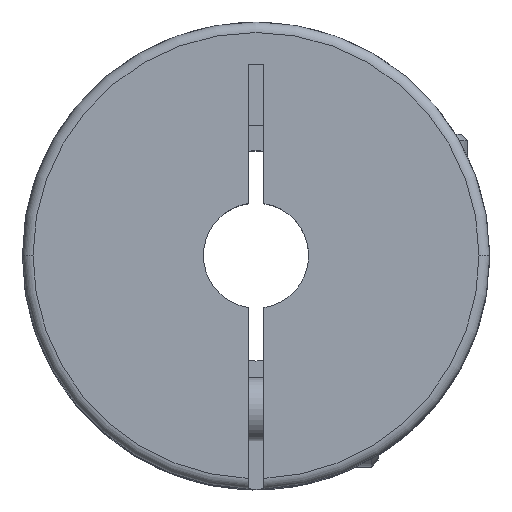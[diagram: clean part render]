
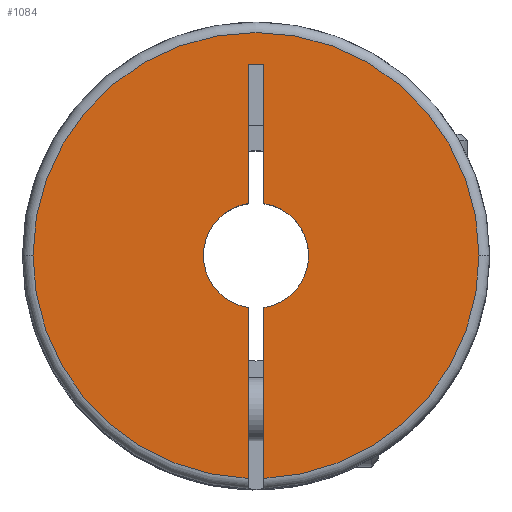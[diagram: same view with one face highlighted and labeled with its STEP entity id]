
A CAD part, top view. The second image highlights one B-rep face of the part: STEP entity #1084.
In plain terms, the highlighted planar face has unit normal (0, 0, 1).
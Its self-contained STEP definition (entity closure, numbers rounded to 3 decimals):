
#33 = CIRCLE ( 'NONE', #3148, 10.6 ) ;
#177 = DIRECTION ( 'NONE',  ( -1., 0., 0. ) ) ;
#178 = VERTEX_POINT ( 'NONE', #1761 ) ;
#214 = CARTESIAN_POINT ( 'NONE',  ( 0., 0., 0. ) ) ;
#229 = VERTEX_POINT ( 'NONE', #3079 ) ;
#255 = ORIENTED_EDGE ( 'NONE', *, *, #932, .F. ) ;
#307 = DIRECTION ( 'NONE',  ( 0., 0., -1. ) ) ;
#322 = CARTESIAN_POINT ( 'NONE',  ( 0., 0., 0. ) ) ;
#344 = DIRECTION ( 'NONE',  ( -1., 0., 0. ) ) ;
#414 = CIRCLE ( 'NONE', #1236, 10.6 ) ;
#439 = CIRCLE ( 'NONE', #3181, 2.5 ) ;
#450 = VERTEX_POINT ( 'NONE', #781 ) ;
#540 = DIRECTION ( 'NONE',  ( 0., 1., 0. ) ) ;
#543 = VERTEX_POINT ( 'NONE', #1534 ) ;
#626 = EDGE_CURVE ( 'NONE', #178, #1879, #2435, .T. ) ;
#683 = DIRECTION ( 'NONE',  ( -1., 0., 0. ) ) ;
#703 = CARTESIAN_POINT ( 'NONE',  ( 0.375, 9.1, 0. ) ) ;
#744 = EDGE_CURVE ( 'NONE', #450, #543, #3075, .T. ) ;
#747 = DIRECTION ( 'NONE',  ( 0., 0., -1. ) ) ;
#753 = DIRECTION ( 'NONE',  ( 0., 0., -1. ) ) ;
#770 = ORIENTED_EDGE ( 'NONE', *, *, #776, .T. ) ;
#776 = EDGE_CURVE ( 'NONE', #229, #1789, #439, .T. ) ;
#781 = CARTESIAN_POINT ( 'NONE',  ( -0.375, -2.472, 0. ) ) ;
#829 = AXIS2_PLACEMENT_3D ( 'NONE', #1336, #753, #177 ) ;
#831 = DIRECTION ( 'NONE',  ( 0., 0., -1. ) ) ;
#877 = CARTESIAN_POINT ( 'NONE',  ( 0.375, -2.472, 0. ) ) ;
#886 = VERTEX_POINT ( 'NONE', #1283 ) ;
#932 = EDGE_CURVE ( 'NONE', #886, #1789, #1865, .T. ) ;
#1048 = CARTESIAN_POINT ( 'NONE',  ( 0.375, -11.1, 0. ) ) ;
#1084 = ADVANCED_FACE ( 'NONE', ( #1086 ), #3468, .F. ) ;
#1086 = FACE_OUTER_BOUND ( 'NONE', #1814, .T. ) ;
#1097 = ORIENTED_EDGE ( 'NONE', *, *, #2144, .F. ) ;
#1106 = AXIS2_PLACEMENT_3D ( 'NONE', #3903, #307, #2985 ) ;
#1236 = AXIS2_PLACEMENT_3D ( 'NONE', #1387, #831, #2001 ) ;
#1283 = CARTESIAN_POINT ( 'NONE',  ( -0.375, 9.1, 0. ) ) ;
#1334 = VECTOR ( 'NONE', #3104, 1000. ) ;
#1336 = CARTESIAN_POINT ( 'NONE',  ( 0., 0., 0. ) ) ;
#1387 = CARTESIAN_POINT ( 'NONE',  ( 0., 0., 0. ) ) ;
#1418 = DIRECTION ( 'NONE',  ( -1., 0., 0. ) ) ;
#1521 = AXIS2_PLACEMENT_3D ( 'NONE', #214, #3784, #1962 ) ;
#1534 = CARTESIAN_POINT ( 'NONE',  ( -0.375, -10.593, 0. ) ) ;
#1545 = EDGE_CURVE ( 'NONE', #543, #3062, #3205, .T. ) ;
#1574 = DIRECTION ( 'NONE',  ( 0., -1., 0. ) ) ;
#1637 = ORIENTED_EDGE ( 'NONE', *, *, #744, .F. ) ;
#1641 = CARTESIAN_POINT ( 'NONE',  ( 0.375, -10.593, 0. ) ) ;
#1729 = CARTESIAN_POINT ( 'NONE',  ( -10.6, 0., 0. ) ) ;
#1761 = CARTESIAN_POINT ( 'NONE',  ( 0.375, 2.472, 0. ) ) ;
#1776 = VECTOR ( 'NONE', #1574, 1000. ) ;
#1789 = VERTEX_POINT ( 'NONE', #3613 ) ;
#1814 = EDGE_LOOP ( 'NONE', ( #3209, #1637, #3091, #770, #255, #2769, #3252, #2533, #2008, #1097, #3713 ) ) ;
#1816 = CARTESIAN_POINT ( 'NONE',  ( 0.375, -11.1, 0. ) ) ;
#1865 = LINE ( 'NONE', #2495, #1334 ) ;
#1874 = CIRCLE ( 'NONE', #1106, 2.5 ) ;
#1879 = VERTEX_POINT ( 'NONE', #3377 ) ;
#1923 = VERTEX_POINT ( 'NONE', #3469 ) ;
#1962 = DIRECTION ( 'NONE',  ( 0., -1., 0. ) ) ;
#2001 = DIRECTION ( 'NONE',  ( -1., 0., 0. ) ) ;
#2008 = ORIENTED_EDGE ( 'NONE', *, *, #3293, .F. ) ;
#2108 = LINE ( 'NONE', #703, #3186 ) ;
#2144 = EDGE_CURVE ( 'NONE', #1923, #2464, #414, .T. ) ;
#2181 = CARTESIAN_POINT ( 'NONE',  ( 0., 0., 0. ) ) ;
#2208 = EDGE_CURVE ( 'NONE', #450, #229, #1874, .T. ) ;
#2427 = DIRECTION ( 'NONE',  ( -1., 0., 0. ) ) ;
#2435 = LINE ( 'NONE', #1816, #2728 ) ;
#2464 = VERTEX_POINT ( 'NONE', #1641 ) ;
#2495 = CARTESIAN_POINT ( 'NONE',  ( -0.375, 9.1, 0. ) ) ;
#2533 = ORIENTED_EDGE ( 'NONE', *, *, #3276, .T. ) ;
#2586 = CARTESIAN_POINT ( 'NONE',  ( 0., 0., 0. ) ) ;
#2612 = EDGE_CURVE ( 'NONE', #3062, #1923, #33, .T. ) ;
#2670 = VERTEX_POINT ( 'NONE', #877 ) ;
#2728 = VECTOR ( 'NONE', #540, 1000. ) ;
#2769 = ORIENTED_EDGE ( 'NONE', *, *, #3467, .F. ) ;
#2985 = DIRECTION ( 'NONE',  ( -1., 0., 0. ) ) ;
#3031 = DIRECTION ( 'NONE',  ( 0., 0., -1. ) ) ;
#3062 = VERTEX_POINT ( 'NONE', #1729 ) ;
#3075 = LINE ( 'NONE', #3418, #1776 ) ;
#3079 = CARTESIAN_POINT ( 'NONE',  ( -2.5, 0., 0. ) ) ;
#3091 = ORIENTED_EDGE ( 'NONE', *, *, #2208, .T. ) ;
#3104 = DIRECTION ( 'NONE',  ( 0., -1., 0. ) ) ;
#3120 = VECTOR ( 'NONE', #3224, 1000. ) ;
#3148 = AXIS2_PLACEMENT_3D ( 'NONE', #2586, #747, #1418 ) ;
#3181 = AXIS2_PLACEMENT_3D ( 'NONE', #2181, #3031, #2427 ) ;
#3186 = VECTOR ( 'NONE', #683, 1000. ) ;
#3189 = LINE ( 'NONE', #1048, #3120 ) ;
#3205 = CIRCLE ( 'NONE', #3701, 10.6 ) ;
#3209 = ORIENTED_EDGE ( 'NONE', *, *, #1545, .F. ) ;
#3224 = DIRECTION ( 'NONE',  ( 0., 1., 0. ) ) ;
#3252 = ORIENTED_EDGE ( 'NONE', *, *, #626, .F. ) ;
#3276 = EDGE_CURVE ( 'NONE', #178, #2670, #3427, .T. ) ;
#3293 = EDGE_CURVE ( 'NONE', #2464, #2670, #3189, .T. ) ;
#3351 = DIRECTION ( 'NONE',  ( 0., 0., -1. ) ) ;
#3377 = CARTESIAN_POINT ( 'NONE',  ( 0.375, 9.1, 0. ) ) ;
#3418 = CARTESIAN_POINT ( 'NONE',  ( -0.375, 9.1, 0. ) ) ;
#3427 = CIRCLE ( 'NONE', #829, 2.5 ) ;
#3467 = EDGE_CURVE ( 'NONE', #1879, #886, #2108, .T. ) ;
#3468 = PLANE ( 'NONE',  #1521 ) ;
#3469 = CARTESIAN_POINT ( 'NONE',  ( 10.6, 0., 0. ) ) ;
#3613 = CARTESIAN_POINT ( 'NONE',  ( -0.375, 2.472, 0. ) ) ;
#3701 = AXIS2_PLACEMENT_3D ( 'NONE', #322, #3351, #344 ) ;
#3713 = ORIENTED_EDGE ( 'NONE', *, *, #2612, .F. ) ;
#3784 = DIRECTION ( 'NONE',  ( 0., 0., -1. ) ) ;
#3903 = CARTESIAN_POINT ( 'NONE',  ( 0., 0., 0. ) ) ;
